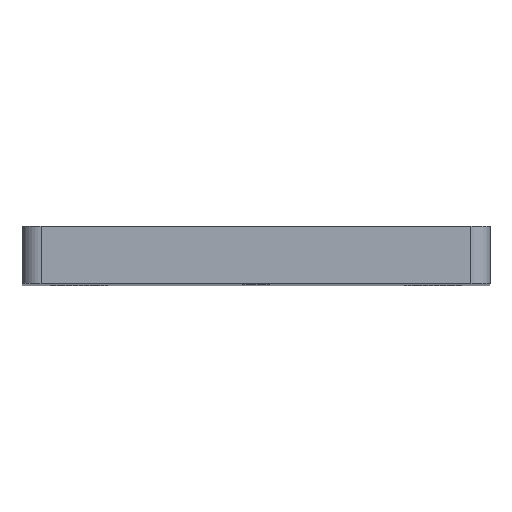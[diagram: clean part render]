
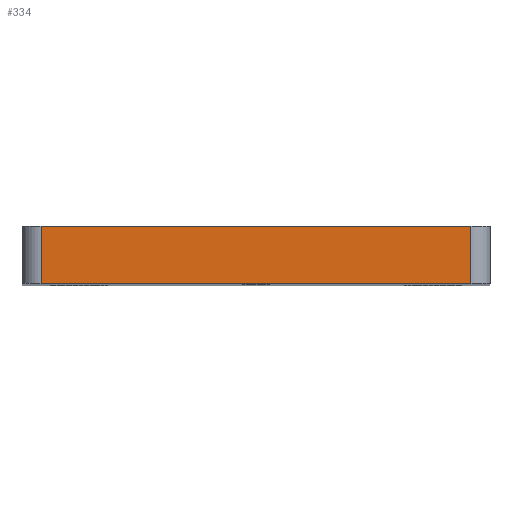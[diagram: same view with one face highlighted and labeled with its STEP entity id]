
A CAD part, top view. The second image highlights one B-rep face of the part: STEP entity #334.
In plain terms, the highlighted planar face has unit normal (0, 0, 1).
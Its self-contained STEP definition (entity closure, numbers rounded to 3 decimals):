
#23 = EDGE_CURVE ( 'NONE', #259, #465, #262, .T. ) ;
#56 = VECTOR ( 'NONE', #65, 1000. ) ;
#65 = DIRECTION ( 'NONE',  ( 0., -1., 0. ) ) ;
#72 = VECTOR ( 'NONE', #749, 1000. ) ;
#77 = DIRECTION ( 'NONE',  ( 0., 1., 0. ) ) ;
#81 = CARTESIAN_POINT ( 'NONE',  ( 11.27, 0., 36.32 ) ) ;
#85 = CARTESIAN_POINT ( 'NONE',  ( -11.27, 0., 36.32 ) ) ;
#139 = EDGE_CURVE ( 'NONE', #757, #653, #238, .T. ) ;
#162 = EDGE_LOOP ( 'NONE', ( #488, #173, #247, #684 ) ) ;
#168 = LINE ( 'NONE', #271, #56 ) ;
#169 = EDGE_CURVE ( 'NONE', #465, #653, #770, .T. ) ;
#173 = ORIENTED_EDGE ( 'NONE', *, *, #169, .T. ) ;
#231 = DIRECTION ( 'NONE',  ( 0., 0., -1. ) ) ;
#238 = LINE ( 'NONE', #559, #285 ) ;
#244 = AXIS2_PLACEMENT_3D ( 'NONE', #378, #231, #299 ) ;
#247 = ORIENTED_EDGE ( 'NONE', *, *, #139, .F. ) ;
#259 = VERTEX_POINT ( 'NONE', #85 ) ;
#262 = LINE ( 'NONE', #821, #72 ) ;
#271 = CARTESIAN_POINT ( 'NONE',  ( -11.27, 3., 36.32 ) ) ;
#285 = VECTOR ( 'NONE', #341, 1000. ) ;
#299 = DIRECTION ( 'NONE',  ( -1., 0., 0. ) ) ;
#334 = ADVANCED_FACE ( 'NONE', ( #429 ), #514, .F. ) ;
#341 = DIRECTION ( 'NONE',  ( 1., 0., 0. ) ) ;
#378 = CARTESIAN_POINT ( 'NONE',  ( 12.27, 3., 36.32 ) ) ;
#429 = FACE_OUTER_BOUND ( 'NONE', #162, .T. ) ;
#465 = VERTEX_POINT ( 'NONE', #81 ) ;
#488 = ORIENTED_EDGE ( 'NONE', *, *, #23, .T. ) ;
#499 = CARTESIAN_POINT ( 'NONE',  ( 11.27, 3., 36.32 ) ) ;
#514 = PLANE ( 'NONE',  #244 ) ;
#559 = CARTESIAN_POINT ( 'NONE',  ( 12.27, 3., 36.32 ) ) ;
#607 = CARTESIAN_POINT ( 'NONE',  ( -11.27, 3., 36.32 ) ) ;
#653 = VERTEX_POINT ( 'NONE', #657 ) ;
#657 = CARTESIAN_POINT ( 'NONE',  ( 11.27, 3., 36.32 ) ) ;
#684 = ORIENTED_EDGE ( 'NONE', *, *, #875, .T. ) ;
#686 = VECTOR ( 'NONE', #77, 1000. ) ;
#749 = DIRECTION ( 'NONE',  ( 1., 0., 0. ) ) ;
#757 = VERTEX_POINT ( 'NONE', #607 ) ;
#770 = LINE ( 'NONE', #499, #686 ) ;
#821 = CARTESIAN_POINT ( 'NONE',  ( 12.27, 0., 36.32 ) ) ;
#875 = EDGE_CURVE ( 'NONE', #757, #259, #168, .T. ) ;
